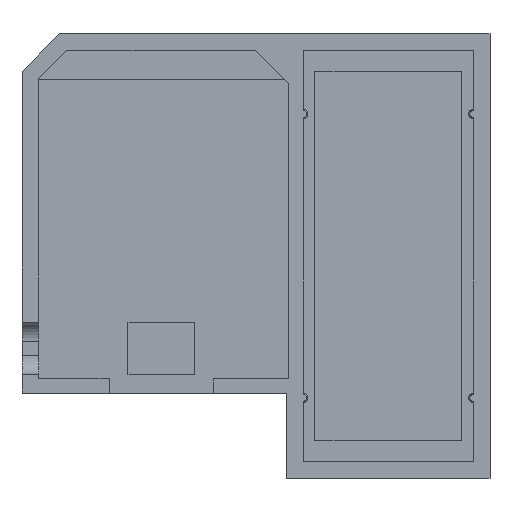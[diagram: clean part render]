
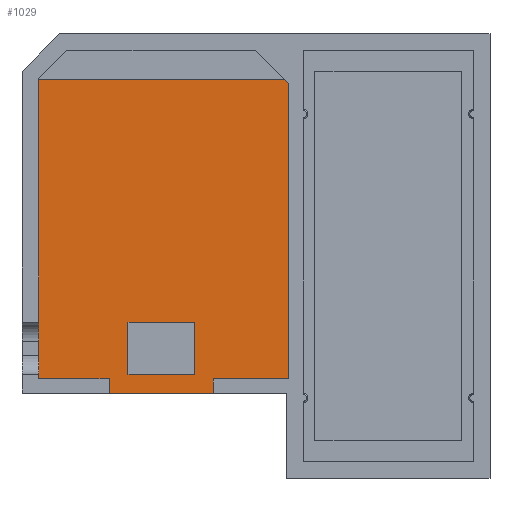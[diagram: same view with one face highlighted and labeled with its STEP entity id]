
A CAD part, top view. The second image highlights one B-rep face of the part: STEP entity #1029.
In plain terms, the highlighted planar face has unit normal (0, 0, 1).
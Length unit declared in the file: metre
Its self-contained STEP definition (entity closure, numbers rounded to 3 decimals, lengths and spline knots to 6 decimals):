
#235=ORIENTED_EDGE('',*,*,#456,.F.);
#236=ORIENTED_EDGE('',*,*,#442,.T.);
#237=ORIENTED_EDGE('',*,*,#392,.F.);
#238=ORIENTED_EDGE('',*,*,#455,.T.);
#239=ORIENTED_EDGE('',*,*,#457,.F.);
#240=ORIENTED_EDGE('',*,*,#449,.F.);
#241=ORIENTED_EDGE('',*,*,#388,.T.);
#242=ORIENTED_EDGE('',*,*,#458,.T.);
#243=ORIENTED_EDGE('',*,*,#386,.T.);
#244=ORIENTED_EDGE('',*,*,#459,.F.);
#245=ORIENTED_EDGE('',*,*,#460,.T.);
#246=ORIENTED_EDGE('',*,*,#461,.F.);
#247=ORIENTED_EDGE('',*,*,#462,.F.);
#386=EDGE_CURVE('',#523,#527,#625,.T.);
#388=EDGE_CURVE('',#529,#528,#627,.T.);
#392=EDGE_CURVE('',#532,#533,#631,.T.);
#442=EDGE_CURVE('',#562,#533,#677,.T.);
#449=EDGE_CURVE('',#529,#567,#682,.T.);
#455=EDGE_CURVE('',#532,#568,#688,.T.);
#456=EDGE_CURVE('',#562,#527,#689,.T.);
#457=EDGE_CURVE('',#567,#568,#690,.T.);
#458=EDGE_CURVE('',#528,#523,#691,.T.);
#459=EDGE_CURVE('',#569,#570,#692,.T.);
#460=EDGE_CURVE('',#569,#571,#693,.T.);
#461=EDGE_CURVE('',#572,#571,#694,.T.);
#462=EDGE_CURVE('',#570,#572,#695,.T.);
#523=VERTEX_POINT('',#1510);
#527=VERTEX_POINT('',#1518);
#528=VERTEX_POINT('',#1522);
#529=VERTEX_POINT('',#1524);
#532=VERTEX_POINT('',#1531);
#533=VERTEX_POINT('',#1533);
#562=VERTEX_POINT('',#1630);
#567=VERTEX_POINT('',#1643);
#568=VERTEX_POINT('',#1652);
#569=VERTEX_POINT('',#1659);
#570=VERTEX_POINT('',#1660);
#571=VERTEX_POINT('',#1662);
#572=VERTEX_POINT('',#1664);
#625=LINE('',#1519,#756);
#627=LINE('',#1523,#758);
#631=LINE('',#1532,#762);
#677=LINE('',#1629,#808);
#682=LINE('',#1642,#813);
#688=LINE('',#1653,#819);
#689=LINE('',#1655,#820);
#690=LINE('',#1656,#821);
#691=LINE('',#1657,#822);
#692=LINE('',#1658,#823);
#693=LINE('',#1661,#824);
#694=LINE('',#1663,#825);
#695=LINE('',#1665,#826);
#756=VECTOR('',#1212,1.);
#758=VECTOR('',#1216,1.);
#762=VECTOR('',#1222,1.);
#808=VECTOR('',#1312,1.);
#813=VECTOR('',#1323,1.);
#819=VECTOR('',#1335,1.);
#820=VECTOR('',#1338,1.);
#821=VECTOR('',#1339,1.);
#822=VECTOR('',#1340,1.);
#823=VECTOR('',#1341,1.);
#824=VECTOR('',#1342,1.);
#825=VECTOR('',#1343,1.);
#826=VECTOR('',#1344,1.);
#873=EDGE_LOOP('',(#235,#236,#237,#238,#239,#240,#241,#242,#243));
#874=EDGE_LOOP('',(#244,#245,#246,#247));
#930=FACE_BOUND('',#873,.T.);
#931=FACE_BOUND('',#874,.T.);
#985=PLANE('',#1108);
#1029=ADVANCED_FACE('',(#930,#931),#985,.T.);
#1108=AXIS2_PLACEMENT_3D('',#1654,#1336,#1337);
#1212=DIRECTION('',(1.,0.,0.));
#1216=DIRECTION('',(1.,0.,0.));
#1222=DIRECTION('',(0.,-1.,0.));
#1312=DIRECTION('',(1.,0.,0.));
#1323=DIRECTION('',(0.,1.,0.));
#1335=DIRECTION('',(-0.707,0.707,0.));
#1336=DIRECTION('',(0.,0.,1.));
#1337=DIRECTION('',(1.,0.,0.));
#1338=DIRECTION('',(0.,-1.,0.));
#1339=DIRECTION('',(1.,0.,0.));
#1340=DIRECTION('',(0.,-1.,0.));
#1341=DIRECTION('',(0.,1.,0.));
#1342=DIRECTION('',(-1.,0.,0.));
#1343=DIRECTION('',(0.,-1.,0.));
#1344=DIRECTION('',(-1.,0.,0.));
#1510=CARTESIAN_POINT('',(-0.0295,-0.0145,-0.005));
#1518=CARTESIAN_POINT('',(-0.0185,-0.0145,-0.005));
#1519=CARTESIAN_POINT('',(-0.024,-0.0145,-0.005));
#1522=CARTESIAN_POINT('',(-0.0295,-0.013,-0.005));
#1523=CARTESIAN_POINT('',(0.,-0.013,-0.005));
#1524=CARTESIAN_POINT('',(-0.03695,-0.013,-0.005));
#1531=CARTESIAN_POINT('',(-0.0105,0.018225,-0.005));
#1532=CARTESIAN_POINT('',(-0.0105,0.,-0.005));
#1533=CARTESIAN_POINT('',(-0.0105,-0.013,-0.005));
#1629=CARTESIAN_POINT('',(0.,-0.013,-0.005));
#1630=CARTESIAN_POINT('',(-0.0185,-0.013,-0.005));
#1642=CARTESIAN_POINT('',(-0.03695,0.,-0.005));
#1643=CARTESIAN_POINT('',(-0.03695,0.018672,-0.005));
#1652=CARTESIAN_POINT('',(-0.010946,0.018672,-0.005));
#1653=CARTESIAN_POINT('',(0.003863,0.003863,-0.005));
#1654=CARTESIAN_POINT('',(0.,0.,-0.005));
#1655=CARTESIAN_POINT('',(-0.0185,-0.012498,-0.005));
#1656=CARTESIAN_POINT('',(-0.024,0.018672,-0.005));
#1657=CARTESIAN_POINT('',(-0.0295,-0.012498,-0.005));
#1658=CARTESIAN_POINT('',(-0.0205,-0.00975,-0.005));
#1659=CARTESIAN_POINT('',(-0.0205,-0.0125,-0.005));
#1660=CARTESIAN_POINT('',(-0.0205,-0.007,-0.005));
#1661=CARTESIAN_POINT('',(-0.024,-0.0125,-0.005));
#1662=CARTESIAN_POINT('',(-0.0275,-0.0125,-0.005));
#1663=CARTESIAN_POINT('',(-0.0275,-0.00975,-0.005));
#1664=CARTESIAN_POINT('',(-0.0275,-0.007,-0.005));
#1665=CARTESIAN_POINT('',(-0.024,-0.007,-0.005));
